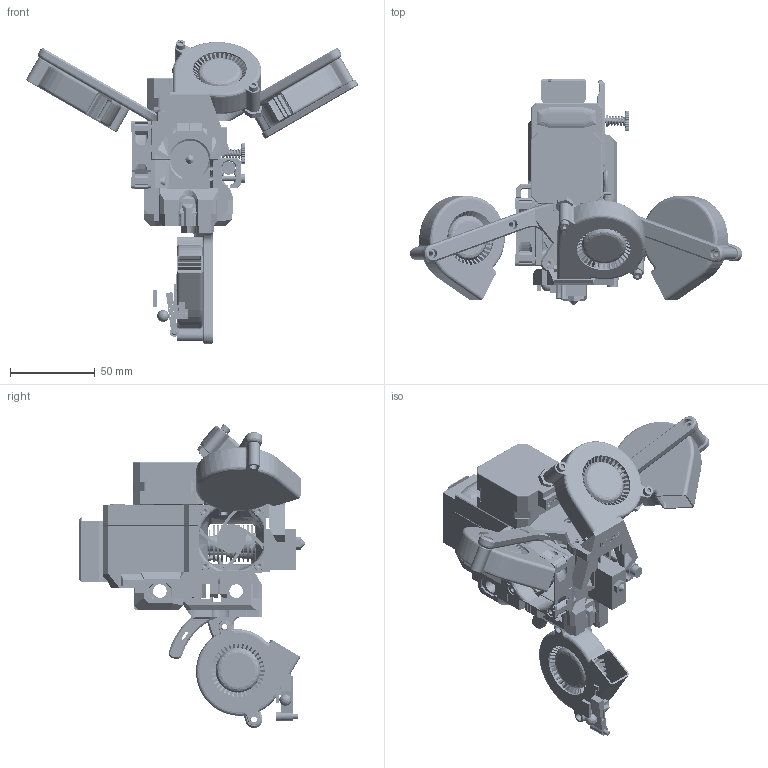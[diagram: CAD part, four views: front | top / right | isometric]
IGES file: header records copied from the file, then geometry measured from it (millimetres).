
Global section: file name: Bondtech Extruder Volcano 3F_v22; native system: unknown; preprocessor: unknown; author: unknown; organization: unknown; date: 20200923.180310; units: millimetre
Bounding box: 195.58 x 132.9 x 179.03 mm (x, y, z)
Volume: 352838 mm3; surface area: 258133.8 mm2
Topology: 126 solids, 168 shells, 8962 faces, 23992 edges, 15270 vertices
Faces by surface type: bspline 8961, revolution 1
